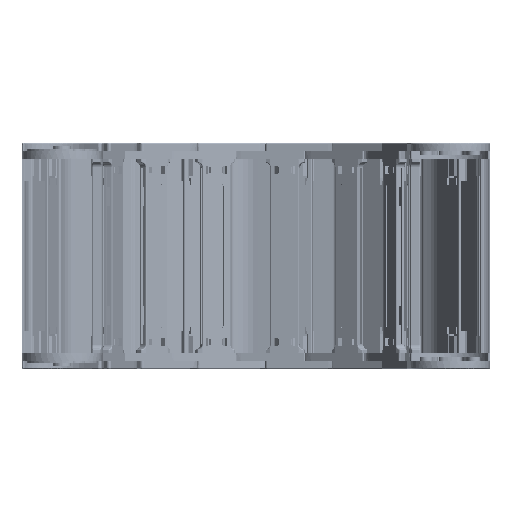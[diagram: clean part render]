
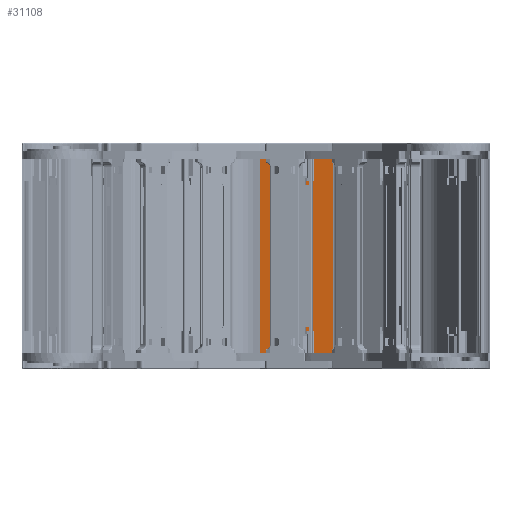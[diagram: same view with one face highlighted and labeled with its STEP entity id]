
A CAD part, left-side view. The second image highlights one B-rep face of the part: STEP entity #31108.
In plain terms, the highlighted face is planar.
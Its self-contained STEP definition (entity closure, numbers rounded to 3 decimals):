
#96 = ORIENTED_EDGE ( 'NONE', *, *, #19080, .T. ) ;
#684 = EDGE_CURVE ( 'NONE', #30632, #812, #2945, .T. ) ;
#803 = VERTEX_POINT ( 'NONE', #7779 ) ;
#812 = VERTEX_POINT ( 'NONE', #28079 ) ;
#1002 = EDGE_CURVE ( 'NONE', #31208, #812, #7548, .T. ) ;
#1095 = AXIS2_PLACEMENT_3D ( 'NONE', #23236, #3008, #17441 ) ;
#1524 = DIRECTION ( 'NONE',  ( 0., 0., -1. ) ) ;
#2945 = LINE ( 'NONE', #6627, #27328 ) ;
#3008 = DIRECTION ( 'NONE',  ( 0., -1., 0. ) ) ;
#3021 = ORIENTED_EDGE ( 'NONE', *, *, #684, .T. ) ;
#3310 = EDGE_CURVE ( 'NONE', #13006, #30245, #23986, .T. ) ;
#3457 = ORIENTED_EDGE ( 'NONE', *, *, #1002, .F. ) ;
#3542 = CARTESIAN_POINT ( 'NONE',  ( 24.49, -39.416, -35.055 ) ) ;
#4920 = DIRECTION ( 'NONE',  ( -1., 0., 0. ) ) ;
#5305 = CARTESIAN_POINT ( 'NONE',  ( 24.49, -39.416, -35.055 ) ) ;
#5378 = DIRECTION ( 'NONE',  ( 0., 0., -1. ) ) ;
#6604 = VECTOR ( 'NONE', #5378, 1000. ) ;
#6627 = CARTESIAN_POINT ( 'NONE',  ( 18.49, -39.416, -35.055 ) ) ;
#6668 = DIRECTION ( 'NONE',  ( 0., 0., -1. ) ) ;
#7548 = LINE ( 'NONE', #5305, #28227 ) ;
#7700 = LINE ( 'NONE', #34257, #16425 ) ;
#7779 = CARTESIAN_POINT ( 'NONE',  ( -13.51, -39.416, -235.455 ) ) ;
#8567 = DIRECTION ( 'NONE',  ( 0., 0., 1. ) ) ;
#8739 = EDGE_CURVE ( 'NONE', #26481, #803, #29174, .T. ) ;
#8795 = DIRECTION ( 'NONE',  ( -1., 0., 0. ) ) ;
#8959 = CARTESIAN_POINT ( 'NONE',  ( -33.072, -39.416, -235.455 ) ) ;
#11102 = CARTESIAN_POINT ( 'NONE',  ( 18.49, -39.416, -57.805 ) ) ;
#11697 = VERTEX_POINT ( 'NONE', #8959 ) ;
#12107 = VERTEX_POINT ( 'NONE', #16537 ) ;
#12130 = ORIENTED_EDGE ( 'NONE', *, *, #23427, .F. ) ;
#12134 = CARTESIAN_POINT ( 'NONE',  ( 43.49, -39.416, -35.055 ) ) ;
#12621 = EDGE_LOOP ( 'NONE', ( #30387, #19487, #34065, #96, #3021, #3457, #27603, #20791, #17065, #12130, #34490, #26599 ) ) ;
#12863 = CARTESIAN_POINT ( 'NONE',  ( 18.49, -39.416, -235.455 ) ) ;
#13006 = VERTEX_POINT ( 'NONE', #28600 ) ;
#13205 = CARTESIAN_POINT ( 'NONE',  ( -33.072, -39.416, -35.055 ) ) ;
#15146 = EDGE_CURVE ( 'NONE', #11697, #27799, #7700, .T. ) ;
#15283 = VECTOR ( 'NONE', #27227, 1000. ) ;
#15411 = CARTESIAN_POINT ( 'NONE',  ( -13.51, -39.416, -59.805 ) ) ;
#16062 = VECTOR ( 'NONE', #30159, 1000. ) ;
#16298 = LINE ( 'NONE', #27863, #23217 ) ;
#16425 = VECTOR ( 'NONE', #36960, 1000. ) ;
#16537 = CARTESIAN_POINT ( 'NONE',  ( 43.49, -39.416, -235.455 ) ) ;
#16832 = CARTESIAN_POINT ( 'NONE',  ( 18.49, -39.416, -212.735 ) ) ;
#17065 = ORIENTED_EDGE ( 'NONE', *, *, #37101, .T. ) ;
#17259 = VERTEX_POINT ( 'NONE', #16832 ) ;
#17441 = DIRECTION ( 'NONE',  ( -1., 0., 0. ) ) ;
#17691 = PLANE ( 'NONE',  #1095 ) ;
#18024 = LINE ( 'NONE', #19867, #29512 ) ;
#19080 = EDGE_CURVE ( 'NONE', #30245, #30632, #38030, .T. ) ;
#19487 = ORIENTED_EDGE ( 'NONE', *, *, #32599, .F. ) ;
#19867 = CARTESIAN_POINT ( 'NONE',  ( 24.49, -39.416, -235.455 ) ) ;
#20791 = ORIENTED_EDGE ( 'NONE', *, *, #27822, .T. ) ;
#21218 = CARTESIAN_POINT ( 'NONE',  ( -13.51, -39.416, -212.735 ) ) ;
#21497 = VECTOR ( 'NONE', #28122, 1000. ) ;
#21631 = EDGE_CURVE ( 'NONE', #31208, #12107, #23194, .T. ) ;
#22252 = CARTESIAN_POINT ( 'NONE',  ( 4.49, -39.416, -57.805 ) ) ;
#23194 = LINE ( 'NONE', #37645, #6604 ) ;
#23217 = VECTOR ( 'NONE', #33799, 1000. ) ;
#23236 = CARTESIAN_POINT ( 'NONE',  ( 24.49, -39.416, -43.799 ) ) ;
#23427 = EDGE_CURVE ( 'NONE', #26481, #17259, #24020, .T. ) ;
#23986 = LINE ( 'NONE', #15411, #24429 ) ;
#24020 = LINE ( 'NONE', #35745, #15283 ) ;
#24086 = EDGE_CURVE ( 'NONE', #803, #11697, #18024, .T. ) ;
#24429 = VECTOR ( 'NONE', #1524, 1000. ) ;
#26481 = VERTEX_POINT ( 'NONE', #21218 ) ;
#26599 = ORIENTED_EDGE ( 'NONE', *, *, #24086, .T. ) ;
#26651 = LINE ( 'NONE', #3542, #16062 ) ;
#27227 = DIRECTION ( 'NONE',  ( 1., 0., 0. ) ) ;
#27328 = VECTOR ( 'NONE', #36061, 1000. ) ;
#27363 = VERTEX_POINT ( 'NONE', #12863 ) ;
#27603 = ORIENTED_EDGE ( 'NONE', *, *, #21631, .T. ) ;
#27799 = VERTEX_POINT ( 'NONE', #13205 ) ;
#27822 = EDGE_CURVE ( 'NONE', #12107, #27363, #16298, .T. ) ;
#27863 = CARTESIAN_POINT ( 'NONE',  ( 24.49, -39.416, -235.455 ) ) ;
#28079 = CARTESIAN_POINT ( 'NONE',  ( 18.49, -39.416, -35.055 ) ) ;
#28122 = DIRECTION ( 'NONE',  ( 1., 0., 0. ) ) ;
#28227 = VECTOR ( 'NONE', #8795, 1000. ) ;
#28600 = CARTESIAN_POINT ( 'NONE',  ( -13.51, -39.416, -35.055 ) ) ;
#29174 = LINE ( 'NONE', #30057, #34235 ) ;
#29512 = VECTOR ( 'NONE', #4920, 1000. ) ;
#30057 = CARTESIAN_POINT ( 'NONE',  ( -13.51, -39.416, -235.455 ) ) ;
#30159 = DIRECTION ( 'NONE',  ( -1., 0., 0. ) ) ;
#30245 = VERTEX_POINT ( 'NONE', #37606 ) ;
#30387 = ORIENTED_EDGE ( 'NONE', *, *, #15146, .T. ) ;
#30632 = VERTEX_POINT ( 'NONE', #11102 ) ;
#31108 = ADVANCED_FACE ( 'NONE', ( #34113 ), #17691, .F. ) ;
#31208 = VERTEX_POINT ( 'NONE', #12134 ) ;
#32599 = EDGE_CURVE ( 'NONE', #13006, #27799, #26651, .T. ) ;
#33799 = DIRECTION ( 'NONE',  ( -1., 0., 0. ) ) ;
#34065 = ORIENTED_EDGE ( 'NONE', *, *, #3310, .T. ) ;
#34113 = FACE_OUTER_BOUND ( 'NONE', #12621, .T. ) ;
#34235 = VECTOR ( 'NONE', #6668, 1000. ) ;
#34257 = CARTESIAN_POINT ( 'NONE',  ( -33.072, -39.416, -43.799 ) ) ;
#34490 = ORIENTED_EDGE ( 'NONE', *, *, #8739, .T. ) ;
#35745 = CARTESIAN_POINT ( 'NONE',  ( 24.49, -39.416, -212.735 ) ) ;
#36061 = DIRECTION ( 'NONE',  ( 0., 0., 1. ) ) ;
#36423 = VECTOR ( 'NONE', #8567, 1000. ) ;
#36869 = LINE ( 'NONE', #37356, #36423 ) ;
#36960 = DIRECTION ( 'NONE',  ( 0., 0., 1. ) ) ;
#37101 = EDGE_CURVE ( 'NONE', #27363, #17259, #36869, .T. ) ;
#37356 = CARTESIAN_POINT ( 'NONE',  ( 18.49, -39.416, -210.735 ) ) ;
#37606 = CARTESIAN_POINT ( 'NONE',  ( -13.51, -39.416, -57.805 ) ) ;
#37645 = CARTESIAN_POINT ( 'NONE',  ( 43.49, -39.416, -43.799 ) ) ;
#38030 = LINE ( 'NONE', #22252, #21497 ) ;
